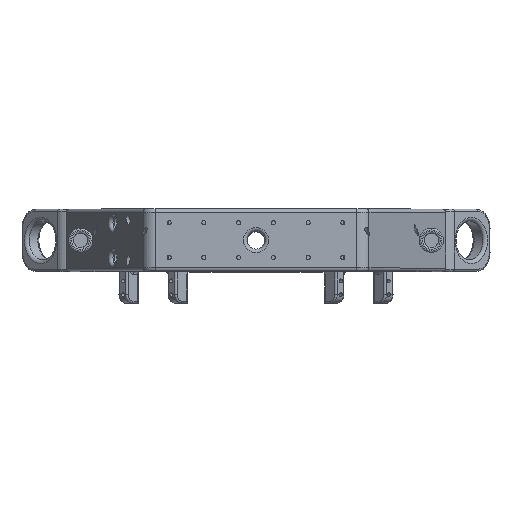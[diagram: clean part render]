
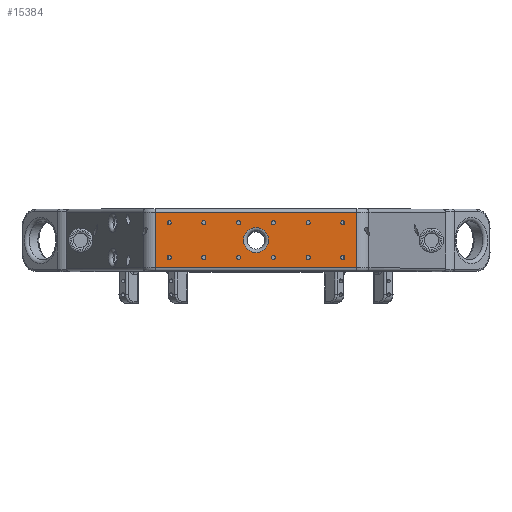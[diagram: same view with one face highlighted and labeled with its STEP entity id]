
A CAD part, top view. The second image highlights one B-rep face of the part: STEP entity #15384.
In plain terms, the highlighted planar face has unit normal (0, 0, 1).
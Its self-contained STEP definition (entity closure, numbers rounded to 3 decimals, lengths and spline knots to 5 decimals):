
#1404=LINE('',#21980,#2026);
#1405=LINE('',#22004,#2027);
#1965=LINE('',#45088,#2587);
#1966=LINE('',#45089,#2588);
#2026=VECTOR('',#17617,1.);
#2027=VECTOR('',#17624,1.);
#2587=VECTOR('',#20692,1.);
#2588=VECTOR('',#20693,1.);
#3283=CIRCLE('',#16982,0.0012);
#3284=CIRCLE('',#16983,0.0012);
#3285=CIRCLE('',#16984,0.0012);
#3286=CIRCLE('',#16985,0.0012);
#3287=CIRCLE('',#16986,0.0012);
#3288=CIRCLE('',#16987,0.0012);
#3289=CIRCLE('',#16988,0.0012);
#3290=CIRCLE('',#16989,0.0012);
#3291=CIRCLE('',#16990,0.0012);
#3292=CIRCLE('',#16991,0.0012);
#3293=CIRCLE('',#16992,0.0012);
#3294=CIRCLE('',#16993,0.0012);
#3295=CIRCLE('',#16994,0.0072);
#6814=ORIENTED_EDGE('',*,*,#9953,.F.);
#6815=ORIENTED_EDGE('',*,*,#9954,.F.);
#6816=ORIENTED_EDGE('',*,*,#9955,.F.);
#6817=ORIENTED_EDGE('',*,*,#9956,.F.);
#6818=ORIENTED_EDGE('',*,*,#9957,.F.);
#6819=ORIENTED_EDGE('',*,*,#9958,.F.);
#6820=ORIENTED_EDGE('',*,*,#9959,.F.);
#6821=ORIENTED_EDGE('',*,*,#9960,.F.);
#6822=ORIENTED_EDGE('',*,*,#9961,.F.);
#6823=ORIENTED_EDGE('',*,*,#9962,.F.);
#6824=ORIENTED_EDGE('',*,*,#9963,.F.);
#6825=ORIENTED_EDGE('',*,*,#9964,.F.);
#6826=ORIENTED_EDGE('',*,*,#9965,.T.);
#6827=ORIENTED_EDGE('',*,*,#8148,.T.);
#6828=ORIENTED_EDGE('',*,*,#9966,.T.);
#6829=ORIENTED_EDGE('',*,*,#8152,.F.);
#6830=ORIENTED_EDGE('',*,*,#9967,.T.);
#8148=EDGE_CURVE('',#10420,#10419,#1404,.T.);
#8152=EDGE_CURVE('',#10421,#10422,#1405,.T.);
#9953=EDGE_CURVE('',#11623,#11623,#3283,.T.);
#9954=EDGE_CURVE('',#11624,#11624,#3284,.T.);
#9955=EDGE_CURVE('',#11625,#11625,#3285,.T.);
#9956=EDGE_CURVE('',#11626,#11626,#3286,.T.);
#9957=EDGE_CURVE('',#11627,#11627,#3287,.T.);
#9958=EDGE_CURVE('',#11628,#11628,#3288,.T.);
#9959=EDGE_CURVE('',#11629,#11629,#3289,.T.);
#9960=EDGE_CURVE('',#11630,#11630,#3290,.T.);
#9961=EDGE_CURVE('',#11631,#11631,#3291,.T.);
#9962=EDGE_CURVE('',#11632,#11632,#3292,.T.);
#9963=EDGE_CURVE('',#11633,#11633,#3293,.T.);
#9964=EDGE_CURVE('',#11634,#11634,#3294,.T.);
#9965=EDGE_CURVE('',#11635,#11635,#3295,.F.);
#9966=EDGE_CURVE('',#10419,#10422,#1965,.F.);
#9967=EDGE_CURVE('',#10421,#10420,#1966,.T.);
#10419=VERTEX_POINT('',#21979);
#10420=VERTEX_POINT('',#21981);
#10421=VERTEX_POINT('',#22003);
#10422=VERTEX_POINT('',#22005);
#11623=VERTEX_POINT('',#45063);
#11624=VERTEX_POINT('',#45065);
#11625=VERTEX_POINT('',#45067);
#11626=VERTEX_POINT('',#45069);
#11627=VERTEX_POINT('',#45071);
#11628=VERTEX_POINT('',#45073);
#11629=VERTEX_POINT('',#45075);
#11630=VERTEX_POINT('',#45077);
#11631=VERTEX_POINT('',#45079);
#11632=VERTEX_POINT('',#45081);
#11633=VERTEX_POINT('',#45083);
#11634=VERTEX_POINT('',#45085);
#11635=VERTEX_POINT('',#45087);
#12783=EDGE_LOOP('',(#6814));
#12784=EDGE_LOOP('',(#6815));
#12785=EDGE_LOOP('',(#6816));
#12786=EDGE_LOOP('',(#6817));
#12787=EDGE_LOOP('',(#6818));
#12788=EDGE_LOOP('',(#6819));
#12789=EDGE_LOOP('',(#6820));
#12790=EDGE_LOOP('',(#6821));
#12791=EDGE_LOOP('',(#6822));
#12792=EDGE_LOOP('',(#6823));
#12793=EDGE_LOOP('',(#6824));
#12794=EDGE_LOOP('',(#6825));
#12795=EDGE_LOOP('',(#6826));
#12796=EDGE_LOOP('',(#6827,#6828,#6829,#6830));
#14077=FACE_BOUND('',#12783,.T.);
#14078=FACE_BOUND('',#12784,.T.);
#14079=FACE_BOUND('',#12785,.T.);
#14080=FACE_BOUND('',#12786,.T.);
#14081=FACE_BOUND('',#12787,.T.);
#14082=FACE_BOUND('',#12788,.T.);
#14083=FACE_BOUND('',#12789,.T.);
#14084=FACE_BOUND('',#12790,.T.);
#14085=FACE_BOUND('',#12791,.T.);
#14086=FACE_BOUND('',#12792,.T.);
#14087=FACE_BOUND('',#12793,.T.);
#14088=FACE_BOUND('',#12794,.T.);
#14089=FACE_BOUND('',#12795,.T.);
#14090=FACE_BOUND('',#12796,.T.);
#14676=PLANE('',#16981);
#15384=ADVANCED_FACE('',(#14077,#14078,#14079,#14080,#14081,#14082,#14083,
#14084,#14085,#14086,#14087,#14088,#14089,#14090),#14676,.T.);
#16981=AXIS2_PLACEMENT_3D('',#45061,#20664,#20665);
#16982=AXIS2_PLACEMENT_3D('',#45062,#20666,#20667);
#16983=AXIS2_PLACEMENT_3D('',#45064,#20668,#20669);
#16984=AXIS2_PLACEMENT_3D('',#45066,#20670,#20671);
#16985=AXIS2_PLACEMENT_3D('',#45068,#20672,#20673);
#16986=AXIS2_PLACEMENT_3D('',#45070,#20674,#20675);
#16987=AXIS2_PLACEMENT_3D('',#45072,#20676,#20677);
#16988=AXIS2_PLACEMENT_3D('',#45074,#20678,#20679);
#16989=AXIS2_PLACEMENT_3D('',#45076,#20680,#20681);
#16990=AXIS2_PLACEMENT_3D('',#45078,#20682,#20683);
#16991=AXIS2_PLACEMENT_3D('',#45080,#20684,#20685);
#16992=AXIS2_PLACEMENT_3D('',#45082,#20686,#20687);
#16993=AXIS2_PLACEMENT_3D('',#45084,#20688,#20689);
#16994=AXIS2_PLACEMENT_3D('',#45086,#20690,#20691);
#17617=DIRECTION('',(0.,1.,0.));
#17624=DIRECTION('',(0.,1.,0.));
#20664=DIRECTION('',(0.,0.,1.));
#20665=DIRECTION('',(1.,0.,0.));
#20666=DIRECTION('',(0.,0.,1.));
#20667=DIRECTION('',(1.,0.,0.));
#20668=DIRECTION('',(0.,0.,1.));
#20669=DIRECTION('',(1.,0.,0.));
#20670=DIRECTION('',(0.,0.,1.));
#20671=DIRECTION('',(1.,0.,0.));
#20672=DIRECTION('',(0.,0.,1.));
#20673=DIRECTION('',(1.,0.,0.));
#20674=DIRECTION('',(0.,0.,1.));
#20675=DIRECTION('',(1.,0.,0.));
#20676=DIRECTION('',(0.,0.,1.));
#20677=DIRECTION('',(1.,0.,0.));
#20678=DIRECTION('',(0.,0.,1.));
#20679=DIRECTION('',(1.,0.,0.));
#20680=DIRECTION('',(0.,0.,1.));
#20681=DIRECTION('',(1.,0.,0.));
#20682=DIRECTION('',(0.,0.,1.));
#20683=DIRECTION('',(1.,0.,0.));
#20684=DIRECTION('',(0.,0.,1.));
#20685=DIRECTION('',(1.,0.,0.));
#20686=DIRECTION('',(0.,0.,1.));
#20687=DIRECTION('',(1.,0.,0.));
#20688=DIRECTION('',(0.,0.,1.));
#20689=DIRECTION('',(1.,0.,0.));
#20690=DIRECTION('',(0.,0.,1.));
#20691=DIRECTION('',(1.,0.,0.));
#20692=DIRECTION('',(1.,0.,0.));
#20693=DIRECTION('',(1.,0.,0.));
#21979=CARTESIAN_POINT('',(0.058,0.016,0.17374));
#21980=CARTESIAN_POINT('',(0.058,-0.018,0.17374));
#21981=CARTESIAN_POINT('',(0.058,-0.016,0.17374));
#22003=CARTESIAN_POINT('',(-0.058,-0.016,0.17374));
#22004=CARTESIAN_POINT('',(-0.058,-0.018,0.17374));
#22005=CARTESIAN_POINT('',(-0.058,0.016,0.17374));
#45061=CARTESIAN_POINT('',(0.,-0.018,0.17374));
#45062=CARTESIAN_POINT('',(-0.01,0.01,0.17374));
#45063=CARTESIAN_POINT('',(-0.0088,0.01,0.17374));
#45064=CARTESIAN_POINT('',(0.01,-0.01,0.17374));
#45065=CARTESIAN_POINT('',(0.0112,-0.01,0.17374));
#45066=CARTESIAN_POINT('',(0.01,0.01,0.17374));
#45067=CARTESIAN_POINT('',(0.0112,0.01,0.17374));
#45068=CARTESIAN_POINT('',(0.03,-0.01,0.17374));
#45069=CARTESIAN_POINT('',(0.0312,-0.01,0.17374));
#45070=CARTESIAN_POINT('',(-0.05,0.01,0.17374));
#45071=CARTESIAN_POINT('',(-0.0488,0.01,0.17374));
#45072=CARTESIAN_POINT('',(-0.03,-0.01,0.17374));
#45073=CARTESIAN_POINT('',(-0.0288,-0.01,0.17374));
#45074=CARTESIAN_POINT('',(-0.03,0.01,0.17374));
#45075=CARTESIAN_POINT('',(-0.0288,0.01,0.17374));
#45076=CARTESIAN_POINT('',(-0.01,-0.01,0.17374));
#45077=CARTESIAN_POINT('',(-0.0088,-0.01,0.17374));
#45078=CARTESIAN_POINT('',(0.05,0.01,0.17374));
#45079=CARTESIAN_POINT('',(0.0512,0.01,0.17374));
#45080=CARTESIAN_POINT('',(0.05,-0.01,0.17374));
#45081=CARTESIAN_POINT('',(0.0512,-0.01,0.17374));
#45082=CARTESIAN_POINT('',(0.03,0.01,0.17374));
#45083=CARTESIAN_POINT('',(0.0312,0.01,0.17374));
#45084=CARTESIAN_POINT('',(-0.05,-0.01,0.17374));
#45085=CARTESIAN_POINT('',(-0.0488,-0.01,0.17374));
#45086=CARTESIAN_POINT('',(0.,0.,0.17374));
#45087=CARTESIAN_POINT('',(0.0072,0.,0.17374));
#45088=CARTESIAN_POINT('',(-0.058,0.016,0.17374));
#45089=CARTESIAN_POINT('',(0.,-0.016,0.17374));
